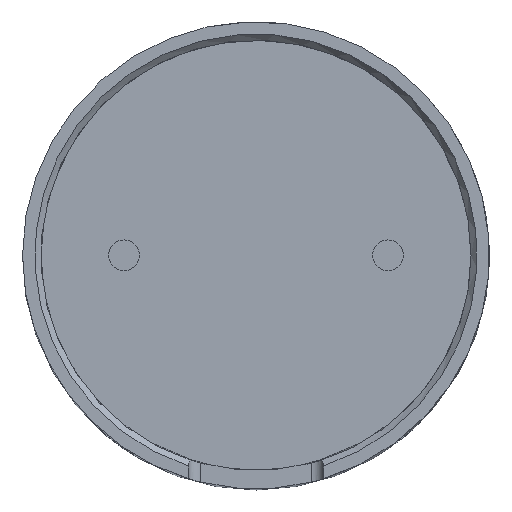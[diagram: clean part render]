
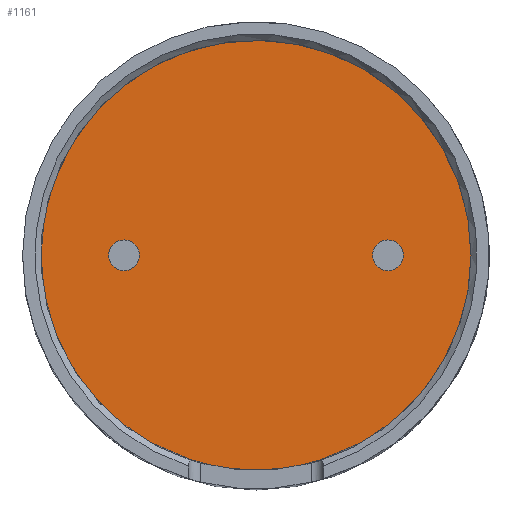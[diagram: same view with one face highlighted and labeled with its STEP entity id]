
A CAD part, top view. The second image highlights one B-rep face of the part: STEP entity #1161.
In plain terms, the highlighted planar face has unit normal (0, 0, 1).
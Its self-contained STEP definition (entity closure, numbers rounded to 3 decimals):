
#22=FACE_BOUND('',#187,.T.);
#23=FACE_BOUND('',#188,.T.);
#118=FACE_OUTER_BOUND('',#186,.T.);
#186=EDGE_LOOP('',(#1017));
#187=EDGE_LOOP('',(#1018));
#188=EDGE_LOOP('',(#1019));
#419=CIRCLE('',#1201,17.5);
#421=CIRCLE('',#1204,1.25);
#423=CIRCLE('',#1208,1.25);
#482=VERTEX_POINT('',#1856);
#484=VERTEX_POINT('',#1862);
#486=VERTEX_POINT('',#1869);
#600=EDGE_CURVE('',#482,#482,#419,.T.);
#604=EDGE_CURVE('',#484,#484,#421,.T.);
#607=EDGE_CURVE('',#486,#486,#423,.T.);
#1017=ORIENTED_EDGE('',*,*,#600,.T.);
#1018=ORIENTED_EDGE('',*,*,#604,.T.);
#1019=ORIENTED_EDGE('',*,*,#607,.T.);
#1103=PLANE('',#1270);
#1161=ADVANCED_FACE('',(#118,#22,#23),#1103,.T.);
#1201=AXIS2_PLACEMENT_3D('',#1857,#1335,#1336);
#1204=AXIS2_PLACEMENT_3D('',#1864,#1343,#1344);
#1208=AXIS2_PLACEMENT_3D('',#1871,#1352,#1353);
#1270=AXIS2_PLACEMENT_3D('',#2228,#1555,#1556);
#1335=DIRECTION('center_axis',(0.,0.,1.));
#1336=DIRECTION('ref_axis',(-1.,0.,0.));
#1343=DIRECTION('center_axis',(0.,0.,-1.));
#1344=DIRECTION('ref_axis',(-1.,0.,0.));
#1352=DIRECTION('center_axis',(0.,0.,-1.));
#1353=DIRECTION('ref_axis',(-1.,0.,0.));
#1555=DIRECTION('center_axis',(0.,0.,1.));
#1556=DIRECTION('ref_axis',(-1.,0.,0.));
#1856=CARTESIAN_POINT('',(17.5,-7.75,54.5));
#1857=CARTESIAN_POINT('Origin',(0.,-7.75,
54.5));
#1862=CARTESIAN_POINT('',(-9.485,-7.75,54.5));
#1864=CARTESIAN_POINT('Origin',(-10.735,-7.75,54.5));
#1869=CARTESIAN_POINT('',(11.985,-7.75,54.5));
#1871=CARTESIAN_POINT('Origin',(10.735,-7.75,54.5));
#2228=CARTESIAN_POINT('Origin',(0.,-7.75,54.5));
